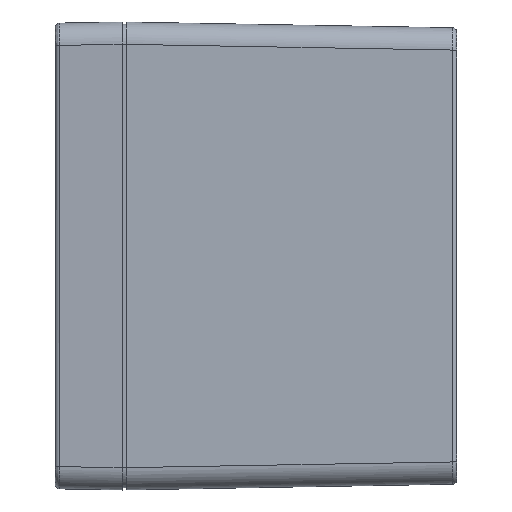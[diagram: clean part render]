
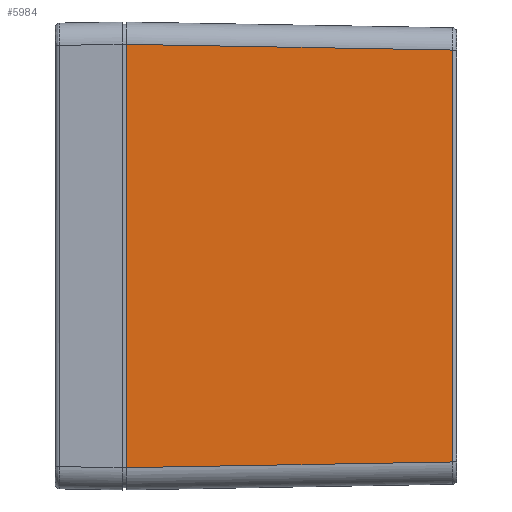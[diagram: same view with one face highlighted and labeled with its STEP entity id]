
A CAD part, left-side view. The second image highlights one B-rep face of the part: STEP entity #5984.
In plain terms, the highlighted planar face has unit normal (-1, -0.018, 0).
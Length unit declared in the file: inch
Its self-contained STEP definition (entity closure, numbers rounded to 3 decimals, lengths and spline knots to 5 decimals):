
#3249 = AXIS2_PLACEMENT_3D ( 'NONE', #38847, #13715, #38065 ) ;
#4164 = DIRECTION ( 'NONE',  ( -0.017, 1., 0.017 ) ) ;
#5984 = ADVANCED_FACE ( 'NONE', ( #27243 ), #45244, .T. ) ;
#6879 = ORIENTED_EDGE ( 'NONE', *, *, #49052, .T. ) ;
#7235 = VECTOR ( 'NONE', #47919, 39.37008 ) ;
#8738 = EDGE_CURVE ( 'NONE', #61309, #43729, #17520, .T. ) ;
#10377 = LINE ( 'NONE', #43412, #71551 ) ;
#11239 = VERTEX_POINT ( 'NONE', #68724 ) ;
#13036 = EDGE_CURVE ( 'NONE', #23292, #11239, #10377, .T. ) ;
#13715 = DIRECTION ( 'NONE',  ( -1., -0.017, 0. ) ) ;
#16909 = CARTESIAN_POINT ( 'NONE',  ( -2.06624, -0.03937, -1.86942 ) ) ;
#17520 = LINE ( 'NONE', #53899, #7235 ) ;
#18539 = CARTESIAN_POINT ( 'NONE',  ( -2.06624, -0.03937, 1.86942 ) ) ;
#23292 = VERTEX_POINT ( 'NONE', #34232 ) ;
#27243 = FACE_OUTER_BOUND ( 'NONE', #49149, .T. ) ;
#29559 = DIRECTION ( 'NONE',  ( 0., 0., -1. ) ) ;
#34232 = CARTESIAN_POINT ( 'NONE',  ( -2.016, -2.91801, 1.81917 ) ) ;
#37833 = ORIENTED_EDGE ( 'NONE', *, *, #13036, .F. ) ;
#38065 = DIRECTION ( 'NONE',  ( 0.017, -1., 0. ) ) ;
#38847 = CARTESIAN_POINT ( 'NONE',  ( -2.06693, 0., -2.06693 ) ) ;
#39304 = LINE ( 'NONE', #40101, #52725 ) ;
#39919 = EDGE_CURVE ( 'NONE', #43729, #11239, #71296, .T. ) ;
#40101 = CARTESIAN_POINT ( 'NONE',  ( -2.016, -2.91801, 1.81917 ) ) ;
#40412 = CARTESIAN_POINT ( 'NONE',  ( -2.06624, -0.03937, -1.86942 ) ) ;
#41272 = DIRECTION ( 'NONE',  ( 0.017, -1., 0.017 ) ) ;
#42626 = ORIENTED_EDGE ( 'NONE', *, *, #39919, .T. ) ;
#43412 = CARTESIAN_POINT ( 'NONE',  ( -2.016, -2.91801, -1.03346 ) ) ;
#43729 = VERTEX_POINT ( 'NONE', #40412 ) ;
#45244 = PLANE ( 'NONE',  #3249 ) ;
#47919 = DIRECTION ( 'NONE',  ( 0., 0., -1. ) ) ;
#49052 = EDGE_CURVE ( 'NONE', #23292, #61309, #39304, .T. ) ;
#49149 = EDGE_LOOP ( 'NONE', ( #59293, #42626, #37833, #6879 ) ) ;
#52725 = VECTOR ( 'NONE', #4164, 39.37008 ) ;
#53899 = CARTESIAN_POINT ( 'NONE',  ( -2.06624, -0.03937, -2.06693 ) ) ;
#54905 = VECTOR ( 'NONE', #41272, 39.37008 ) ;
#59293 = ORIENTED_EDGE ( 'NONE', *, *, #8738, .T. ) ;
#61309 = VERTEX_POINT ( 'NONE', #18539 ) ;
#68724 = CARTESIAN_POINT ( 'NONE',  ( -2.016, -2.91801, -1.81917 ) ) ;
#71296 = LINE ( 'NONE', #16909, #54905 ) ;
#71551 = VECTOR ( 'NONE', #29559, 39.37008 ) ;
